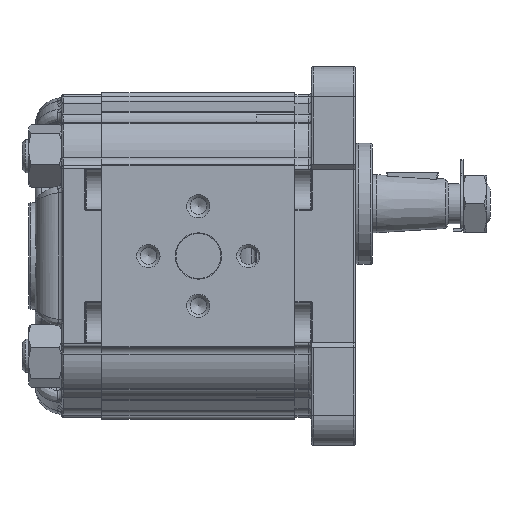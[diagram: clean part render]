
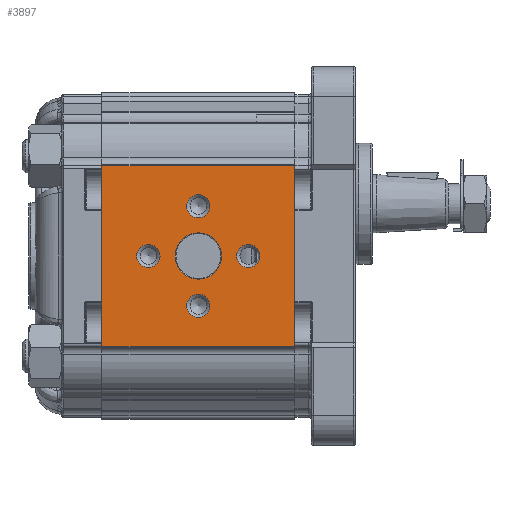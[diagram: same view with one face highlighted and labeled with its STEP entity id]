
A CAD part, left-side view. The second image highlights one B-rep face of the part: STEP entity #3897.
In plain terms, the highlighted planar face has unit normal (-1, 0, 0).
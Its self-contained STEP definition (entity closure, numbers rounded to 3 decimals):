
#3897 = ADVANCED_FACE( '', ( #8152, #8153, #8154, #8155, #8156, #8157 ), #8158, .T. );
#8152 = FACE_BOUND( '', #15106, .T. );
#8153 = FACE_BOUND( '', #15107, .T. );
#8154 = FACE_BOUND( '', #15108, .T. );
#8155 = FACE_BOUND( '', #15109, .T. );
#8156 = FACE_BOUND( '', #15110, .T. );
#8157 = FACE_OUTER_BOUND( '', #15111, .T. );
#8158 = PLANE( '', #15112 );
#15106 = EDGE_LOOP( '', ( #26882 ) );
#15107 = EDGE_LOOP( '', ( #26883 ) );
#15108 = EDGE_LOOP( '', ( #26884 ) );
#15109 = EDGE_LOOP( '', ( #26885 ) );
#15110 = EDGE_LOOP( '', ( #26886 ) );
#15111 = EDGE_LOOP( '', ( #26887, #26888, #26889, #26890 ) );
#15112 = AXIS2_PLACEMENT_3D( '', #26891, #26892, #26893 );
#26882 = ORIENTED_EDGE( '', *, *, #32199, .T. );
#26883 = ORIENTED_EDGE( '', *, *, #30763, .T. );
#26884 = ORIENTED_EDGE( '', *, *, #31938, .T. );
#26885 = ORIENTED_EDGE( '', *, *, #30742, .T. );
#26886 = ORIENTED_EDGE( '', *, *, #28915, .T. );
#26887 = ORIENTED_EDGE( '', *, *, #32472, .F. );
#26888 = ORIENTED_EDGE( '', *, *, #29886, .F. );
#26889 = ORIENTED_EDGE( '', *, *, #32901, .T. );
#26890 = ORIENTED_EDGE( '', *, *, #30470, .T. );
#26891 = CARTESIAN_POINT( '', ( -43., 58., 27.048 ) );
#26892 = DIRECTION( '', ( -1., 0., 0. ) );
#26893 = DIRECTION( '', ( 0., 0., 1. ) );
#28915 = EDGE_CURVE( '', #34031, #34031, #34032, .F. );
#29886 = EDGE_CURVE( '', #35661, #35659, #35663, .T. );
#30470 = EDGE_CURVE( '', #36591, #36589, #36592, .T. );
#30742 = EDGE_CURVE( '', #37014, #37014, #37015, .F. );
#30763 = EDGE_CURVE( '', #37047, #37047, #37048, .F. );
#31938 = EDGE_CURVE( '', #38704, #38704, #38705, .F. );
#32199 = EDGE_CURVE( '', #39039, #39039, #39040, .F. );
#32472 = EDGE_CURVE( '', #35659, #36589, #39376, .T. );
#32901 = EDGE_CURVE( '', #35661, #36591, #39887, .T. );
#34031 = VERTEX_POINT( '', #41673 );
#34032 = CIRCLE( '', #41674, 6.95 );
#35659 = VERTEX_POINT( '', #45485 );
#35661 = VERTEX_POINT( '', #45487 );
#35663 = LINE( '', #45489, #45490 );
#36589 = VERTEX_POINT( '', #47733 );
#36591 = VERTEX_POINT( '', #47735 );
#36592 = LINE( '', #47736, #47737 );
#37014 = VERTEX_POINT( '', #48619 );
#37015 = CIRCLE( '', #48620, 3.5 );
#37047 = VERTEX_POINT( '', #48746 );
#37048 = CIRCLE( '', #48747, 3.5 );
#38704 = VERTEX_POINT( '', #52057 );
#38705 = CIRCLE( '', #52058, 3.5 );
#39039 = VERTEX_POINT( '', #52696 );
#39040 = CIRCLE( '', #52697, 3.5 );
#39376 = LINE( '', #53350, #53351 );
#39887 = LINE( '', #54329, #54330 );
#41673 = CARTESIAN_POINT( '', ( -43., 29., 6.95 ) );
#41674 = AXIS2_PLACEMENT_3D( '', #55650, #55651, #55652 );
#45485 = CARTESIAN_POINT( '', ( -43., 0., 27.048 ) );
#45487 = CARTESIAN_POINT( '', ( -43., 58., 27.048 ) );
#45489 = CARTESIAN_POINT( '', ( -43., 58., 27.048 ) );
#45490 = VECTOR( '', #56825, 1000. );
#47733 = CARTESIAN_POINT( '', ( -43., 0., -27.048 ) );
#47735 = CARTESIAN_POINT( '', ( -43., 58., -27.048 ) );
#47736 = CARTESIAN_POINT( '', ( -43., 58., -27.048 ) );
#47737 = VECTOR( '', #57497, 1000. );
#48619 = CARTESIAN_POINT( '', ( -43., 29., 18.5 ) );
#48620 = AXIS2_PLACEMENT_3D( '', #57824, #57825, #57826 );
#48746 = CARTESIAN_POINT( '', ( -43., 44., 3.5 ) );
#48747 = AXIS2_PLACEMENT_3D( '', #57844, #57845, #57846 );
#52057 = CARTESIAN_POINT( '', ( -43., 29., -11.5 ) );
#52058 = AXIS2_PLACEMENT_3D( '', #59234, #59235, #59236 );
#52696 = CARTESIAN_POINT( '', ( -43., 14., 3.5 ) );
#52697 = AXIS2_PLACEMENT_3D( '', #59529, #59530, #59531 );
#53350 = CARTESIAN_POINT( '', ( -43., 0., 27.048 ) );
#53351 = VECTOR( '', #59802, 1000. );
#54329 = CARTESIAN_POINT( '', ( -43., 58., 27.048 ) );
#54330 = VECTOR( '', #60254, 1000. );
#55650 = CARTESIAN_POINT( '', ( -43., 29., 0. ) );
#55651 = DIRECTION( '', ( -1., 0., 0. ) );
#55652 = DIRECTION( '', ( 0., 0., 1. ) );
#56825 = DIRECTION( '', ( 0., -1., 0. ) );
#57497 = DIRECTION( '', ( 0., -1., 0. ) );
#57824 = CARTESIAN_POINT( '', ( -43., 29., 15. ) );
#57825 = DIRECTION( '', ( -1., 0., 0. ) );
#57826 = DIRECTION( '', ( 0., 0., 1. ) );
#57844 = CARTESIAN_POINT( '', ( -43., 44., 0. ) );
#57845 = DIRECTION( '', ( -1., 0., 0. ) );
#57846 = DIRECTION( '', ( 0., 0., 1. ) );
#59234 = CARTESIAN_POINT( '', ( -43., 29., -15. ) );
#59235 = DIRECTION( '', ( -1., 0., 0. ) );
#59236 = DIRECTION( '', ( 0., 0., 1. ) );
#59529 = CARTESIAN_POINT( '', ( -43., 14., 0. ) );
#59530 = DIRECTION( '', ( -1., 0., 0. ) );
#59531 = DIRECTION( '', ( 0., 0., 1. ) );
#59802 = DIRECTION( '', ( 0., 0., -1. ) );
#60254 = DIRECTION( '', ( 0., 0., -1. ) );
